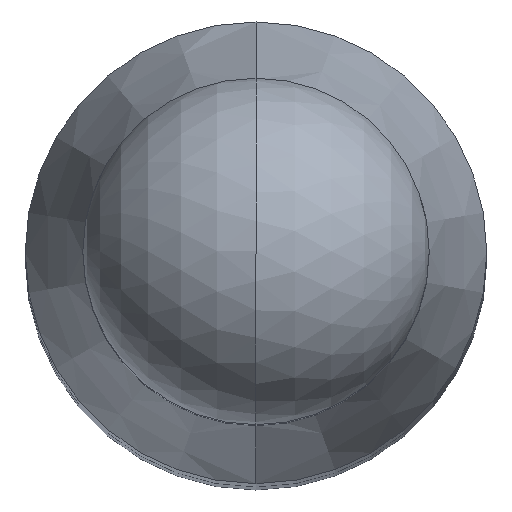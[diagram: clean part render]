
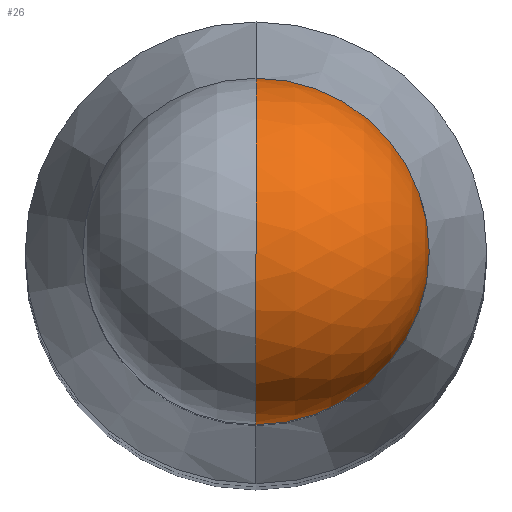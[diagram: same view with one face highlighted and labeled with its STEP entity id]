
A CAD part, top view. The second image highlights one B-rep face of the part: STEP entity #26.
In plain terms, the highlighted spherical face has radius 1.191 mm.
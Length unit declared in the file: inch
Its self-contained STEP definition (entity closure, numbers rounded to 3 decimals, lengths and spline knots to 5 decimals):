
#23 = EDGE_CURVE ( 'NONE', #1095, #525, #683, .T. ) ;
#26 = ADVANCED_FACE ( 'NONE', ( #696 ), #1041, .T. ) ;
#58 = AXIS2_PLACEMENT_3D ( 'NONE', #260, #597, #509 ) ;
#63 = CARTESIAN_POINT ( 'NONE',  ( 0., 0., -0.0469 ) ) ;
#108 = DIRECTION ( 'NONE',  ( -1., 0., 0. ) ) ;
#117 = ORIENTED_EDGE ( 'NONE', *, *, #23, .T. ) ;
#122 = AXIS2_PLACEMENT_3D ( 'NONE', #1032, #1016, #331 ) ;
#147 = EDGE_CURVE ( 'NONE', #997, #1077, #1103, .T. ) ;
#200 = CIRCLE ( 'NONE', #334, 0.0469 ) ;
#226 = CARTESIAN_POINT ( 'NONE',  ( 0., -0.0469, -0.0469 ) ) ;
#233 = CARTESIAN_POINT ( 'NONE',  ( 0., 0., 0. ) ) ;
#260 = CARTESIAN_POINT ( 'NONE',  ( 0., 0., -0.0469 ) ) ;
#264 = CARTESIAN_POINT ( 'NONE',  ( 0., 0., -0.0469 ) ) ;
#275 = DIRECTION ( 'NONE',  ( 1., 0., 0. ) ) ;
#299 = AXIS2_PLACEMENT_3D ( 'NONE', #264, #108, #607 ) ;
#319 = ORIENTED_EDGE ( 'NONE', *, *, #147, .T. ) ;
#331 = DIRECTION ( 'NONE',  ( 1., 0., 0. ) ) ;
#334 = AXIS2_PLACEMENT_3D ( 'NONE', #63, #838, #538 ) ;
#369 = EDGE_CURVE ( 'NONE', #997, #525, #200, .T. ) ;
#509 = DIRECTION ( 'NONE',  ( 1., 0., 0. ) ) ;
#525 = VERTEX_POINT ( 'NONE', #1005 ) ;
#527 = EDGE_LOOP ( 'NONE', ( #1028, #319, #969, #117 ) ) ;
#538 = DIRECTION ( 'NONE',  ( 0., -1., 0. ) ) ;
#597 = DIRECTION ( 'NONE',  ( 0., 0., 1. ) ) ;
#607 = DIRECTION ( 'NONE',  ( 0., -1., 0. ) ) ;
#645 = AXIS2_PLACEMENT_3D ( 'NONE', #862, #275, #701 ) ;
#683 = CIRCLE ( 'NONE', #58, 0.0469 ) ;
#696 = FACE_OUTER_BOUND ( 'NONE', #527, .T. ) ;
#701 = DIRECTION ( 'NONE',  ( 0., 1., 0. ) ) ;
#705 = CIRCLE ( 'NONE', #122, 0.0469 ) ;
#784 = EDGE_CURVE ( 'NONE', #1077, #1095, #705, .T. ) ;
#838 = DIRECTION ( 'NONE',  ( -1., 0., 0. ) ) ;
#862 = CARTESIAN_POINT ( 'NONE',  ( 0., 0., -0.0469 ) ) ;
#969 = ORIENTED_EDGE ( 'NONE', *, *, #784, .T. ) ;
#997 = VERTEX_POINT ( 'NONE', #233 ) ;
#1005 = CARTESIAN_POINT ( 'NONE',  ( 0., 0.0469, -0.0469 ) ) ;
#1016 = DIRECTION ( 'NONE',  ( 0., 0., 1. ) ) ;
#1019 = CARTESIAN_POINT ( 'NONE',  ( 0.0469, 0., -0.0469 ) ) ;
#1028 = ORIENTED_EDGE ( 'NONE', *, *, #369, .F. ) ;
#1032 = CARTESIAN_POINT ( 'NONE',  ( 0., 0., -0.0469 ) ) ;
#1041 = SPHERICAL_SURFACE ( 'NONE', #299, 0.0469 ) ;
#1077 = VERTEX_POINT ( 'NONE', #226 ) ;
#1095 = VERTEX_POINT ( 'NONE', #1019 ) ;
#1103 = CIRCLE ( 'NONE', #645, 0.0469 ) ;
